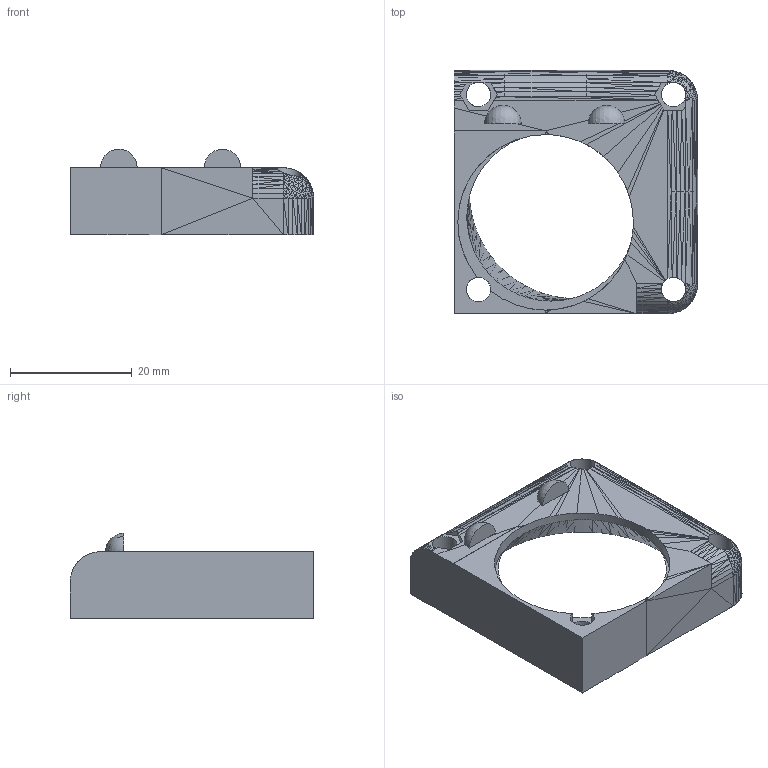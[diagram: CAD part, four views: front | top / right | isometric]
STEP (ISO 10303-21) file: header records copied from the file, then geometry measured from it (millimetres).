
FILE_DESCRIPTION(('FreeCAD Model'),'2;1');
FILE_NAME('L_FanMount_E3DV6.step', '2018-11-15T21:16:00',('Author'),(''), 'Open CASCADE STEP processor 7.2','FreeCAD','Unknown');
FILE_SCHEMA(('AUTOMOTIVE_DESIGN_CC2 { 1 2 10303 214 -1 1 5 4 }'));
Length unit declared in the file: millimetre
Products named in the file (1): FanMount_Left
Bounding box: 40 x 40 x 14.05 mm (x, y, z)
Volume: 8287.4 mm3; surface area: 4907 mm2
Topology: 3 solids, 3 shells, 638 faces, 1296 edges, 652 vertices
Faces by surface type: plane 631, cylinder 5, sphere 2
Full cylindrical faces by diameter (mm): 4 x4
Entity records: 33496 total; most frequent: CARTESIAN_POINT 8972, DIRECTION 3937, ORIENTED_EDGE 2584, PCURVE 2584, DEFINITIONAL_REPRESENTATION 2584, LINE 2165, VECTOR 2165, B_SPLINE_CURVE_WITH_KNOTS 1375
